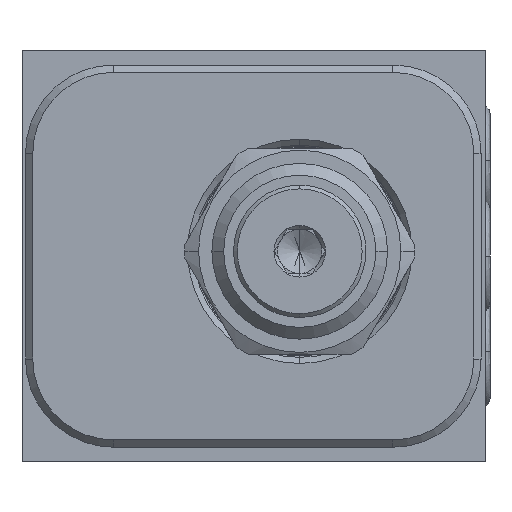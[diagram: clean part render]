
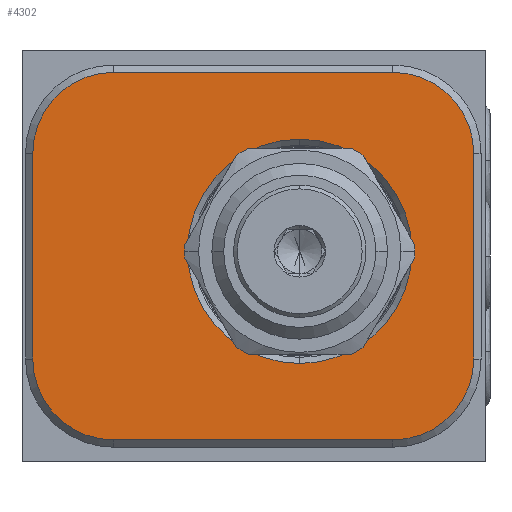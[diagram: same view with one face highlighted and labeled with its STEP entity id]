
A CAD part, front view. The second image highlights one B-rep face of the part: STEP entity #4302.
In plain terms, the highlighted planar face has unit normal (0, -1, 0).
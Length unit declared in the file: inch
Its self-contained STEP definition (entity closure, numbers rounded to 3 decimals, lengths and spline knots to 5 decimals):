
#57=CARTESIAN_POINT('',(1.577,-4.955,0.437));
#58=DIRECTION('',(0.,1.,0.));
#59=DIRECTION('',(1.,0.,0.));
#60=AXIS2_PLACEMENT_3D('',#57,#58,#59);
#71=CARTESIAN_POINT('',(1.181,-4.955,0.895));
#72=DIRECTION('',(0.,1.,0.));
#73=DIRECTION('',(0.,0.,-1.));
#74=AXIS2_PLACEMENT_3D('',#71,#72,#73);
#76=CARTESIAN_POINT('',(1.181,-4.955,0.895));
#77=DIRECTION('',(0.,1.,0.));
#78=DIRECTION('',(0.,0.,1.));
#79=AXIS2_PLACEMENT_3D('',#76,#77,#78);
#3530=DIRECTION('',(-1.,0.,0.));
#3531=VECTOR('',#3530,1.187);
#3532=CARTESIAN_POINT('',(1.577,-4.955,0.093));
#3533=LINE('',#3532,#3531);
#3550=CARTESIAN_POINT('',(0.39,-4.955,0.437));
#3551=DIRECTION('',(0.,1.,0.));
#3552=DIRECTION('',(0.,0.,-1.));
#3553=AXIS2_PLACEMENT_3D('',#3550,#3551,#3552);
#3568=DIRECTION('',(0.,0.,1.));
#3569=VECTOR('',#3568,0.875);
#3570=CARTESIAN_POINT('',(0.046,-4.955,0.437));
#3571=LINE('',#3570,#3569);
#3584=CARTESIAN_POINT('',(0.39,-4.955,1.312));
#3585=DIRECTION('',(0.,1.,0.));
#3586=DIRECTION('',(-1.,0.,0.));
#3587=AXIS2_PLACEMENT_3D('',#3584,#3585,#3586);
#3598=DIRECTION('',(1.,0.,0.));
#3599=VECTOR('',#3598,1.187);
#3600=CARTESIAN_POINT('',(0.39,-4.955,1.656));
#3601=LINE('',#3600,#3599);
#3618=CARTESIAN_POINT('',(1.577,-4.955,1.312));
#3619=DIRECTION('',(0.,1.,0.));
#3620=DIRECTION('',(0.,0.,1.));
#3621=AXIS2_PLACEMENT_3D('',#3618,#3619,#3620);
#3632=DIRECTION('',(0.,0.,-1.));
#3633=VECTOR('',#3632,0.875);
#3634=CARTESIAN_POINT('',(1.921,-4.955,1.312));
#3635=LINE('',#3634,#3633);
#3983=CARTESIAN_POINT('',(1.181,-4.955,
0.418));
#3984=CARTESIAN_POINT('',(1.181,-4.955,1.372));
#3985=VERTEX_POINT('',#3983);
#3986=VERTEX_POINT('',#3984);
#4069=CARTESIAN_POINT('',(0.046,-4.955,0.437));
#4070=CARTESIAN_POINT('',(0.046,-4.955,1.312));
#4071=VERTEX_POINT('',#4069);
#4072=VERTEX_POINT('',#4070);
#4077=CARTESIAN_POINT('',(0.39,-4.955,1.656));
#4078=VERTEX_POINT('',#4077);
#4081=CARTESIAN_POINT('',(1.577,-4.955,1.656));
#4082=VERTEX_POINT('',#4081);
#4085=CARTESIAN_POINT('',(1.921,-4.955,1.312));
#4086=VERTEX_POINT('',#4085);
#4089=CARTESIAN_POINT('',(1.921,-4.955,0.437));
#4090=VERTEX_POINT('',#4089);
#4093=CARTESIAN_POINT('',(1.577,-4.955,0.093));
#4094=VERTEX_POINT('',#4093);
#4097=CARTESIAN_POINT('',(0.39,-4.955,0.093));
#4098=VERTEX_POINT('',#4097);
#4274=CARTESIAN_POINT('',(0.,-4.955,0.));
#4275=DIRECTION('',(0.,-1.,0.));
#4276=DIRECTION('',(1.,0.,0.));
#4277=AXIS2_PLACEMENT_3D('',#4274,#4275,#4276);
#4278=PLANE('',#4277);
#4279=ORIENTED_EDGE('',*,*,#4264,.T.);
#4281=ORIENTED_EDGE('',*,*,#4280,.T.);
#4283=ORIENTED_EDGE('',*,*,#4282,.T.);
#4285=ORIENTED_EDGE('',*,*,#4284,.T.);
#4287=ORIENTED_EDGE('',*,*,#4286,.T.);
#4289=ORIENTED_EDGE('',*,*,#4288,.T.);
#4291=ORIENTED_EDGE('',*,*,#4290,.T.);
#4293=ORIENTED_EDGE('',*,*,#4292,.T.);
#4294=EDGE_LOOP('',(#4279,#4281,#4283,#4285,#4287,#4289,#4291,#4293));
#4295=FACE_OUTER_BOUND('',#4294,.F.);
#4297=ORIENTED_EDGE('',*,*,#4296,.F.);
#4299=ORIENTED_EDGE('',*,*,#4298,.F.);
#4300=EDGE_LOOP('',(#4297,#4299));
#4301=FACE_BOUND('',#4300,.F.);
#4302=ADVANCED_FACE('',(#4295,#4301),#4278,.T.);
#61=CIRCLE('',#60,0.344);
#75=CIRCLE('',#74,0.477);
#80=CIRCLE('',#79,0.477);
#3554=CIRCLE('',#3553,0.344);
#3588=CIRCLE('',#3587,0.344);
#3622=CIRCLE('',#3621,0.344);
#4264=EDGE_CURVE('',#4090,#4094,#61,.T.);
#4280=EDGE_CURVE('',#4094,#4098,#3533,.T.);
#4282=EDGE_CURVE('',#4098,#4071,#3554,.T.);
#4284=EDGE_CURVE('',#4071,#4072,#3571,.T.);
#4286=EDGE_CURVE('',#4072,#4078,#3588,.T.);
#4288=EDGE_CURVE('',#4078,#4082,#3601,.T.);
#4290=EDGE_CURVE('',#4082,#4086,#3622,.T.);
#4292=EDGE_CURVE('',#4086,#4090,#3635,.T.);
#4296=EDGE_CURVE('',#3985,#3986,#75,.T.);
#4298=EDGE_CURVE('',#3986,#3985,#80,.T.);
